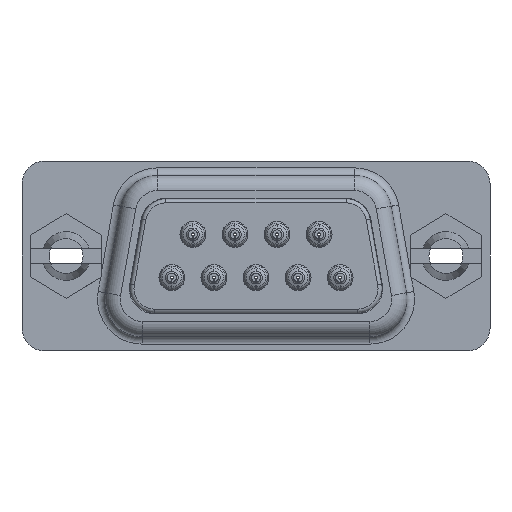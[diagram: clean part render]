
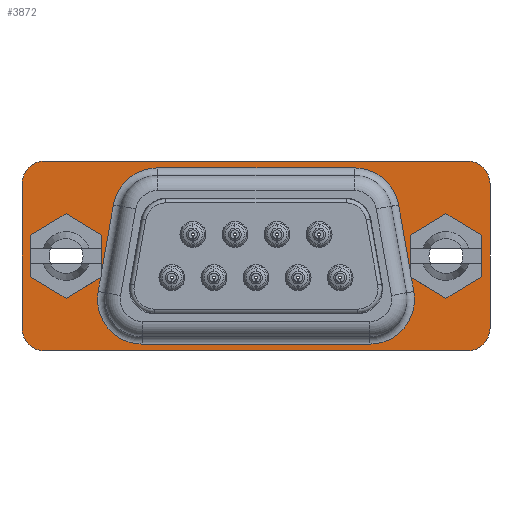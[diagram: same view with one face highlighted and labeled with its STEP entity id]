
A CAD part, left-side view. The second image highlights one B-rep face of the part: STEP entity #3872.
In plain terms, the highlighted planar face has unit normal (-1, 0, 0).
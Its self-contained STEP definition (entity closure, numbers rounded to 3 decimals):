
#912=CARTESIAN_POINT('',(0.725,13.9,-6.25));
#913=VERTEX_POINT('',#912);
#920=CARTESIAN_POINT('',(0.725,15.4,-4.75));
#921=VERTEX_POINT('',#920);
#922=CARTESIAN_POINT('',(0.725,13.9,-4.75));
#923=DIRECTION('',(0.,0.,-1.));
#924=DIRECTION('',(1.,0.,0.));
#925=AXIS2_PLACEMENT_3D('',#922,#924,#923);
#926=CIRCLE('',#925,1.5);
#927=EDGE_CURVE('',#913,#921,#926,.T.);
#944=CARTESIAN_POINT('',(0.725,-13.9,-6.25));
#945=VERTEX_POINT('',#944);
#952=CARTESIAN_POINT('',(0.725,-13.9,-6.25));
#953=DIRECTION('',(0.,1.,0.));
#954=VECTOR('',#953,27.8);
#955=LINE('',#952,#954);
#956=EDGE_CURVE('',#945,#913,#955,.T.);
#968=CARTESIAN_POINT('',(0.725,-15.4,-4.75));
#969=VERTEX_POINT('',#968);
#976=CARTESIAN_POINT('',(0.725,-13.9,-4.75));
#977=DIRECTION('',(0.,-1.,0.));
#978=DIRECTION('',(1.,0.,0.));
#979=AXIS2_PLACEMENT_3D('',#976,#978,#977);
#980=CIRCLE('',#979,1.5);
#981=EDGE_CURVE('',#969,#945,#980,.T.);
#993=CARTESIAN_POINT('',(0.725,-15.4,4.75));
#994=VERTEX_POINT('',#993);
#1001=CARTESIAN_POINT('',(0.725,-15.4,4.75));
#1002=DIRECTION('',(0.,0.,-1.));
#1003=VECTOR('',#1002,9.5);
#1004=LINE('',#1001,#1003);
#1005=EDGE_CURVE('',#994,#969,#1004,.T.);
#1017=CARTESIAN_POINT('',(0.725,-13.9,6.25));
#1018=VERTEX_POINT('',#1017);
#1025=CARTESIAN_POINT('',(0.725,-13.9,4.75));
#1026=DIRECTION('',(0.,0.,1.));
#1027=DIRECTION('',(1.,0.,0.));
#1028=AXIS2_PLACEMENT_3D('',#1025,#1027,#1026);
#1029=CIRCLE('',#1028,1.5);
#1030=EDGE_CURVE('',#1018,#994,#1029,.T.);
#1042=CARTESIAN_POINT('',(0.725,13.9,6.25));
#1043=VERTEX_POINT('',#1042);
#1050=CARTESIAN_POINT('',(0.725,13.9,6.25));
#1051=DIRECTION('',(0.,-1.,0.));
#1052=VECTOR('',#1051,27.8);
#1053=LINE('',#1050,#1052);
#1054=EDGE_CURVE('',#1043,#1018,#1053,.T.);
#1066=CARTESIAN_POINT('',(0.725,15.4,4.75));
#1067=VERTEX_POINT('',#1066);
#1074=CARTESIAN_POINT('',(0.725,13.9,4.75));
#1075=DIRECTION('',(0.,1.,0.));
#1076=DIRECTION('',(1.,0.,0.));
#1077=AXIS2_PLACEMENT_3D('',#1074,#1076,#1075);
#1078=CIRCLE('',#1077,1.5);
#1079=EDGE_CURVE('',#1067,#1043,#1078,.T.);
#1092=CARTESIAN_POINT('',(0.725,15.4,-4.75));
#1093=DIRECTION('',(0.,0.,1.));
#1094=VECTOR('',#1093,9.5);
#1095=LINE('',#1092,#1094);
#1096=EDGE_CURVE('',#921,#1067,#1095,.T.);
#3675=CARTESIAN_POINT('',(0.725,0.,0.));
#3676=DIRECTION('',(0.,-1.,0.));
#3677=DIRECTION('',(-1.,0.,0.));
#3678=AXIS2_PLACEMENT_3D('',#3675,#3677,#3676);
#3679=PLANE('',#3678);
#3680=ORIENTED_EDGE('',*,*,#956,.F.);
#3681=ORIENTED_EDGE('',*,*,#981,.F.);
#3682=ORIENTED_EDGE('',*,*,#1005,.F.);
#3683=ORIENTED_EDGE('',*,*,#1030,.F.);
#3684=ORIENTED_EDGE('',*,*,#1054,.F.);
#3685=ORIENTED_EDGE('',*,*,#1079,.F.);
#3686=ORIENTED_EDGE('',*,*,#1096,.F.);
#3687=ORIENTED_EDGE('',*,*,#927,.F.);
#3688=EDGE_LOOP('',(#3680,#3681,#3682,#3683,#3684,#3685,#3686,#3687));
#3689=FACE_OUTER_BOUND('',#3688,.T.);
#3690=CARTESIAN_POINT('',(0.725,12.5,-2.779));
#3691=VERTEX_POINT('',#3690);
#3692=CARTESIAN_POINT('',(0.725,14.85,-1.37));
#3693=VERTEX_POINT('',#3692);
#3694=CARTESIAN_POINT('',(0.725,12.5,-2.779));
#3695=DIRECTION('',(0.,0.858,0.514));
#3696=VECTOR('',#3695,2.74);
#3697=LINE('',#3694,#3696);
#3698=EDGE_CURVE('',#3691,#3693,#3697,.T.);
#3699=ORIENTED_EDGE('',*,*,#3698,.T.);
#3700=CARTESIAN_POINT('',(0.725,14.85,1.37));
#3701=VERTEX_POINT('',#3700);
#3702=CARTESIAN_POINT('',(0.725,14.85,1.37));
#3703=DIRECTION('',(0.,0.,-1.));
#3704=VECTOR('',#3703,2.74);
#3705=LINE('',#3702,#3704);
#3706=EDGE_CURVE('',#3701,#3693,#3705,.T.);
#3707=ORIENTED_EDGE('',*,*,#3706,.F.);
#3708=CARTESIAN_POINT('',(0.725,12.5,2.779));
#3709=VERTEX_POINT('',#3708);
#3710=CARTESIAN_POINT('',(0.725,12.5,2.779));
#3711=DIRECTION('',(0.,0.858,-0.514));
#3712=VECTOR('',#3711,2.74);
#3713=LINE('',#3710,#3712);
#3714=EDGE_CURVE('',#3709,#3701,#3713,.T.);
#3715=ORIENTED_EDGE('',*,*,#3714,.F.);
#3716=CARTESIAN_POINT('',(0.725,10.15,1.37));
#3717=VERTEX_POINT('',#3716);
#3718=CARTESIAN_POINT('',(0.725,12.5,2.779));
#3719=DIRECTION('',(0.,-0.858,-0.514));
#3720=VECTOR('',#3719,2.74);
#3721=LINE('',#3718,#3720);
#3722=EDGE_CURVE('',#3709,#3717,#3721,.T.);
#3723=ORIENTED_EDGE('',*,*,#3722,.T.);
#3724=CARTESIAN_POINT('',(0.725,10.15,-0.968));
#3725=VERTEX_POINT('',#3724);
#3726=CARTESIAN_POINT('',(0.725,10.15,-0.968));
#3727=DIRECTION('',(0.,0.,1.));
#3728=VECTOR('',#3727,2.338);
#3729=LINE('',#3726,#3728);
#3730=EDGE_CURVE('',#3725,#3717,#3729,.T.);
#3731=ORIENTED_EDGE('',*,*,#3730,.F.);
#3732=CARTESIAN_POINT('',(0.725,9.386,3.362));
#3733=VERTEX_POINT('',#3732);
#3734=CARTESIAN_POINT('',(0.725,10.15,-0.968));
#3735=DIRECTION('',(0.,-0.174,0.985));
#3736=VECTOR('',#3735,4.397);
#3737=LINE('',#3734,#3736);
#3738=EDGE_CURVE('',#3725,#3733,#3737,.T.);
#3739=ORIENTED_EDGE('',*,*,#3738,.T.);
#3740=CARTESIAN_POINT('',(0.725,6.481,5.8));
#3741=VERTEX_POINT('',#3740);
#3742=CARTESIAN_POINT('',(0.725,6.481,2.85));
#3743=DIRECTION('',(0.,0.985,0.174));
#3744=DIRECTION('',(1.,0.,0.));
#3745=AXIS2_PLACEMENT_3D('',#3742,#3744,#3743);
#3746=CIRCLE('',#3745,2.95);
#3747=EDGE_CURVE('',#3733,#3741,#3746,.T.);
#3748=ORIENTED_EDGE('',*,*,#3747,.T.);
#3749=CARTESIAN_POINT('',(0.725,-6.481,5.8));
#3750=VERTEX_POINT('',#3749);
#3751=CARTESIAN_POINT('',(0.725,6.481,5.8));
#3752=DIRECTION('',(0.,-1.,0.));
#3753=VECTOR('',#3752,12.962);
#3754=LINE('',#3751,#3753);
#3755=EDGE_CURVE('',#3741,#3750,#3754,.T.);
#3756=ORIENTED_EDGE('',*,*,#3755,.T.);
#3757=CARTESIAN_POINT('',(0.725,-9.386,3.362));
#3758=VERTEX_POINT('',#3757);
#3759=CARTESIAN_POINT('',(0.725,-6.481,2.85));
#3760=DIRECTION('',(0.,0.,1.));
#3761=DIRECTION('',(1.,0.,0.));
#3762=AXIS2_PLACEMENT_3D('',#3759,#3761,#3760);
#3763=CIRCLE('',#3762,2.95);
#3764=EDGE_CURVE('',#3750,#3758,#3763,.T.);
#3765=ORIENTED_EDGE('',*,*,#3764,.T.);
#3766=CARTESIAN_POINT('',(0.725,-10.15,-0.968));
#3767=VERTEX_POINT('',#3766);
#3768=CARTESIAN_POINT('',(0.725,-9.386,3.362));
#3769=DIRECTION('',(0.,-0.174,-0.985));
#3770=VECTOR('',#3769,4.397);
#3771=LINE('',#3768,#3770);
#3772=EDGE_CURVE('',#3758,#3767,#3771,.T.);
#3773=ORIENTED_EDGE('',*,*,#3772,.T.);
#3774=CARTESIAN_POINT('',(0.725,-10.15,1.37));
#3775=VERTEX_POINT('',#3774);
#3776=CARTESIAN_POINT('',(0.725,-10.15,1.37));
#3777=DIRECTION('',(0.,0.,-1.));
#3778=VECTOR('',#3777,2.338);
#3779=LINE('',#3776,#3778);
#3780=EDGE_CURVE('',#3775,#3767,#3779,.T.);
#3781=ORIENTED_EDGE('',*,*,#3780,.F.);
#3782=CARTESIAN_POINT('',(0.725,-12.5,2.779));
#3783=VERTEX_POINT('',#3782);
#3784=CARTESIAN_POINT('',(0.725,-10.15,1.37));
#3785=DIRECTION('',(0.,-0.858,0.514));
#3786=VECTOR('',#3785,2.74);
#3787=LINE('',#3784,#3786);
#3788=EDGE_CURVE('',#3775,#3783,#3787,.T.);
#3789=ORIENTED_EDGE('',*,*,#3788,.T.);
#3790=CARTESIAN_POINT('',(0.725,-14.85,1.37));
#3791=VERTEX_POINT('',#3790);
#3792=CARTESIAN_POINT('',(0.725,-12.5,2.779));
#3793=DIRECTION('',(0.,-0.858,-0.514));
#3794=VECTOR('',#3793,2.74);
#3795=LINE('',#3792,#3794);
#3796=EDGE_CURVE('',#3783,#3791,#3795,.T.);
#3797=ORIENTED_EDGE('',*,*,#3796,.T.);
#3798=CARTESIAN_POINT('',(0.725,-14.85,-1.37));
#3799=VERTEX_POINT('',#3798);
#3800=CARTESIAN_POINT('',(0.725,-14.85,1.37));
#3801=DIRECTION('',(0.,0.,-1.));
#3802=VECTOR('',#3801,2.74);
#3803=LINE('',#3800,#3802);
#3804=EDGE_CURVE('',#3791,#3799,#3803,.T.);
#3805=ORIENTED_EDGE('',*,*,#3804,.T.);
#3806=CARTESIAN_POINT('',(0.725,-12.5,-2.779));
#3807=VERTEX_POINT('',#3806);
#3808=CARTESIAN_POINT('',(0.725,-14.85,-1.37));
#3809=DIRECTION('',(0.,0.858,-0.514));
#3810=VECTOR('',#3809,2.74);
#3811=LINE('',#3808,#3810);
#3812=EDGE_CURVE('',#3799,#3807,#3811,.T.);
#3813=ORIENTED_EDGE('',*,*,#3812,.T.);
#3814=CARTESIAN_POINT('',(0.725,-10.229,-1.417));
#3815=VERTEX_POINT('',#3814);
#3816=CARTESIAN_POINT('',(0.725,-12.5,-2.779));
#3817=DIRECTION('',(0.,0.858,0.514));
#3818=VECTOR('',#3817,2.648);
#3819=LINE('',#3816,#3818);
#3820=EDGE_CURVE('',#3807,#3815,#3819,.T.);
#3821=ORIENTED_EDGE('',*,*,#3820,.T.);
#3822=CARTESIAN_POINT('',(0.725,-10.391,-2.338));
#3823=VERTEX_POINT('',#3822);
#3824=CARTESIAN_POINT('',(0.725,-10.229,-1.417));
#3825=DIRECTION('',(0.,-0.174,-0.985));
#3826=VECTOR('',#3825,0.934);
#3827=LINE('',#3824,#3826);
#3828=EDGE_CURVE('',#3815,#3823,#3827,.T.);
#3829=ORIENTED_EDGE('',*,*,#3828,.T.);
#3830=CARTESIAN_POINT('',(0.725,-7.486,-5.8));
#3831=VERTEX_POINT('',#3830);
#3832=CARTESIAN_POINT('',(0.725,-7.486,-2.85));
#3833=DIRECTION('',(0.,-0.985,0.174));
#3834=DIRECTION('',(1.,0.,0.));
#3835=AXIS2_PLACEMENT_3D('',#3832,#3834,#3833);
#3836=CIRCLE('',#3835,2.95);
#3837=EDGE_CURVE('',#3823,#3831,#3836,.T.);
#3838=ORIENTED_EDGE('',*,*,#3837,.T.);
#3839=CARTESIAN_POINT('',(0.725,7.486,-5.8));
#3840=VERTEX_POINT('',#3839);
#3841=CARTESIAN_POINT('',(0.725,-7.486,-5.8));
#3842=DIRECTION('',(0.,1.,0.));
#3843=VECTOR('',#3842,14.973);
#3844=LINE('',#3841,#3843);
#3845=EDGE_CURVE('',#3831,#3840,#3844,.T.);
#3846=ORIENTED_EDGE('',*,*,#3845,.T.);
#3847=CARTESIAN_POINT('',(0.725,10.391,-2.338));
#3848=VERTEX_POINT('',#3847);
#3849=CARTESIAN_POINT('',(0.725,7.486,-2.85));
#3850=DIRECTION('',(0.,0.,-1.));
#3851=DIRECTION('',(1.,0.,0.));
#3852=AXIS2_PLACEMENT_3D('',#3849,#3851,#3850);
#3853=CIRCLE('',#3852,2.95);
#3854=EDGE_CURVE('',#3840,#3848,#3853,.T.);
#3855=ORIENTED_EDGE('',*,*,#3854,.T.);
#3856=CARTESIAN_POINT('',(0.725,10.229,-1.417));
#3857=VERTEX_POINT('',#3856);
#3858=CARTESIAN_POINT('',(0.725,10.391,-2.338));
#3859=DIRECTION('',(0.,-0.174,0.985));
#3860=VECTOR('',#3859,0.934);
#3861=LINE('',#3858,#3860);
#3862=EDGE_CURVE('',#3848,#3857,#3861,.T.);
#3863=ORIENTED_EDGE('',*,*,#3862,.T.);
#3864=CARTESIAN_POINT('',(0.725,10.229,-1.417));
#3865=DIRECTION('',(0.,0.858,-0.514));
#3866=VECTOR('',#3865,2.648);
#3867=LINE('',#3864,#3866);
#3868=EDGE_CURVE('',#3857,#3691,#3867,.T.);
#3869=ORIENTED_EDGE('',*,*,#3868,.T.);
#3870=EDGE_LOOP('',(#3699,#3707,#3715,#3723,#3731,#3739,#3748,#3756,#3765,#3773,#3781,#3789,#3797,#3805,#3813,#3821,#3829,#3838,#3846,#3855,#3863,#3869));
#3871=FACE_BOUND('',#3870,.T.);
#3872=ADVANCED_FACE('',(#3689,#3871),#3679,.T.);
